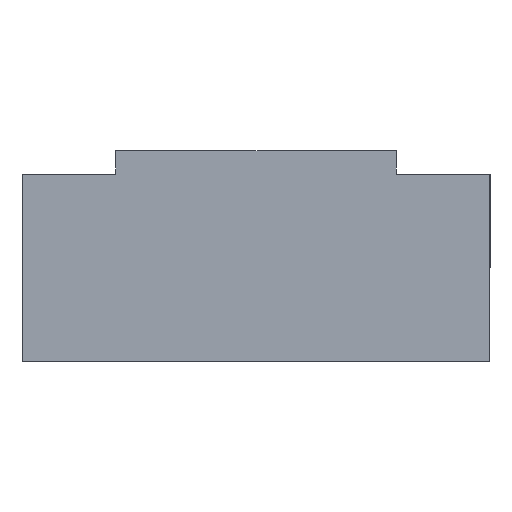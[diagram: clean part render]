
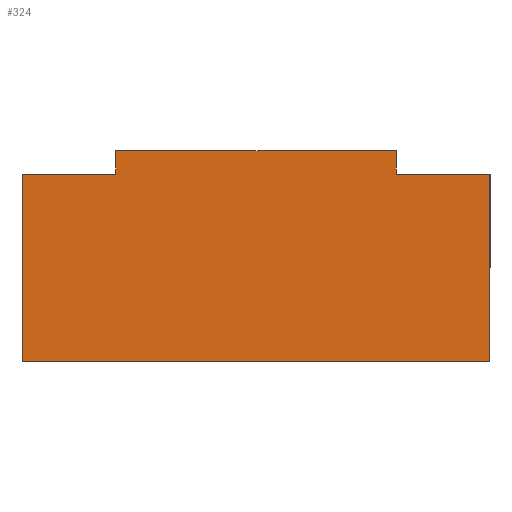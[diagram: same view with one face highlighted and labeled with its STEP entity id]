
A CAD part, left-side view. The second image highlights one B-rep face of the part: STEP entity #324.
In plain terms, the highlighted planar face has unit normal (-1, 0, 0).
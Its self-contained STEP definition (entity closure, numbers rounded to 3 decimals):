
#40 = EDGE_CURVE ( 'NONE', #558, #1040, #136, .T. ) ;
#63 = CARTESIAN_POINT ( 'NONE',  ( -1., 0.5, 0.45 ) ) ;
#85 = CARTESIAN_POINT ( 'NONE',  ( -1., 0.5, 0. ) ) ;
#99 = CARTESIAN_POINT ( 'NONE',  ( -1., 0.5, 0.4 ) ) ;
#124 = VECTOR ( 'NONE', #213, 1000. ) ;
#136 = LINE ( 'NONE', #913, #607 ) ;
#164 = VERTEX_POINT ( 'NONE', #535 ) ;
#174 = CARTESIAN_POINT ( 'NONE',  ( -1., -0.5, 0.45 ) ) ;
#187 = AXIS2_PLACEMENT_3D ( 'NONE', #384, #774, #1089 ) ;
#190 = LINE ( 'NONE', #63, #595 ) ;
#213 = DIRECTION ( 'NONE',  ( 0., 0., -1. ) ) ;
#235 = LINE ( 'NONE', #613, #772 ) ;
#245 = EDGE_LOOP ( 'NONE', ( #469, #377, #853, #499, #482, #1081, #536, #734 ) ) ;
#250 = VECTOR ( 'NONE', #876, 1000. ) ;
#324 = ADVANCED_FACE ( 'NONE', ( #837 ), #429, .F. ) ;
#326 = DIRECTION ( 'NONE',  ( 0., 0., 1. ) ) ;
#339 = EDGE_CURVE ( 'NONE', #529, #164, #947, .T. ) ;
#366 = DIRECTION ( 'NONE',  ( 0., -1., 0. ) ) ;
#371 = LINE ( 'NONE', #378, #682 ) ;
#377 = ORIENTED_EDGE ( 'NONE', *, *, #896, .T. ) ;
#378 = CARTESIAN_POINT ( 'NONE',  ( -1., -0.5, 0.4 ) ) ;
#383 = DIRECTION ( 'NONE',  ( 0., 0., -1. ) ) ;
#384 = CARTESIAN_POINT ( 'NONE',  ( -1., 0.5, 0.45 ) ) ;
#394 = CARTESIAN_POINT ( 'NONE',  ( -1., -0.5, 0. ) ) ;
#410 = LINE ( 'NONE', #1047, #250 ) ;
#429 = PLANE ( 'NONE',  #187 ) ;
#469 = ORIENTED_EDGE ( 'NONE', *, *, #604, .F. ) ;
#482 = ORIENTED_EDGE ( 'NONE', *, *, #339, .F. ) ;
#499 = ORIENTED_EDGE ( 'NONE', *, *, #1097, .F. ) ;
#529 = VERTEX_POINT ( 'NONE', #939 ) ;
#535 = CARTESIAN_POINT ( 'NONE',  ( -1., 0.3, 0.4 ) ) ;
#536 = ORIENTED_EDGE ( 'NONE', *, *, #639, .T. ) ;
#558 = VERTEX_POINT ( 'NONE', #933 ) ;
#576 = VECTOR ( 'NONE', #796, 1000. ) ;
#595 = VECTOR ( 'NONE', #383, 1000. ) ;
#604 = EDGE_CURVE ( 'NONE', #886, #974, #371, .T. ) ;
#607 = VECTOR ( 'NONE', #865, 1000. ) ;
#613 = CARTESIAN_POINT ( 'NONE',  ( -1., 0.3, 0.4 ) ) ;
#639 = EDGE_CURVE ( 'NONE', #656, #907, #950, .T. ) ;
#649 = CARTESIAN_POINT ( 'NONE',  ( -1., -0.5, 0.4 ) ) ;
#656 = VERTEX_POINT ( 'NONE', #85 ) ;
#674 = CARTESIAN_POINT ( 'NONE',  ( -1., -0.3, 0.4 ) ) ;
#682 = VECTOR ( 'NONE', #840, 1000. ) ;
#734 = ORIENTED_EDGE ( 'NONE', *, *, #937, .F. ) ;
#772 = VECTOR ( 'NONE', #326, 1000. ) ;
#774 = DIRECTION ( 'NONE',  ( 1., 0., 0. ) ) ;
#786 = EDGE_CURVE ( 'NONE', #529, #656, #190, .T. ) ;
#796 = DIRECTION ( 'NONE',  ( 0., -1., 0. ) ) ;
#837 = FACE_OUTER_BOUND ( 'NONE', #245, .T. ) ;
#840 = DIRECTION ( 'NONE',  ( 0., -1., 0. ) ) ;
#853 = ORIENTED_EDGE ( 'NONE', *, *, #40, .F. ) ;
#855 = LINE ( 'NONE', #174, #124 ) ;
#865 = DIRECTION ( 'NONE',  ( 0., -1., 0. ) ) ;
#876 = DIRECTION ( 'NONE',  ( 0., 0., 1. ) ) ;
#886 = VERTEX_POINT ( 'NONE', #674 ) ;
#896 = EDGE_CURVE ( 'NONE', #886, #1040, #410, .T. ) ;
#907 = VERTEX_POINT ( 'NONE', #394 ) ;
#913 = CARTESIAN_POINT ( 'NONE',  ( -1., 0.5, 0.45 ) ) ;
#933 = CARTESIAN_POINT ( 'NONE',  ( -1., 0.3, 0.45 ) ) ;
#937 = EDGE_CURVE ( 'NONE', #974, #907, #855, .T. ) ;
#939 = CARTESIAN_POINT ( 'NONE',  ( -1., 0.5, 0.4 ) ) ;
#947 = LINE ( 'NONE', #99, #576 ) ;
#950 = LINE ( 'NONE', #959, #1160 ) ;
#959 = CARTESIAN_POINT ( 'NONE',  ( -1., 0.5, 0. ) ) ;
#974 = VERTEX_POINT ( 'NONE', #649 ) ;
#1040 = VERTEX_POINT ( 'NONE', #1153 ) ;
#1047 = CARTESIAN_POINT ( 'NONE',  ( -1., -0.3, 0.4 ) ) ;
#1081 = ORIENTED_EDGE ( 'NONE', *, *, #786, .T. ) ;
#1089 = DIRECTION ( 'NONE',  ( 0., 1., 0. ) ) ;
#1097 = EDGE_CURVE ( 'NONE', #164, #558, #235, .T. ) ;
#1153 = CARTESIAN_POINT ( 'NONE',  ( -1., -0.3, 0.45 ) ) ;
#1160 = VECTOR ( 'NONE', #366, 1000. ) ;
